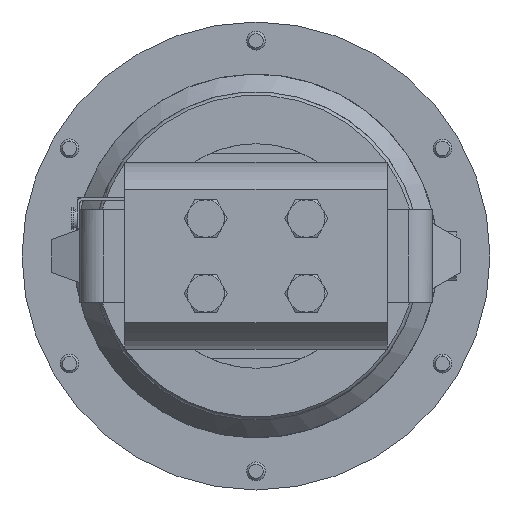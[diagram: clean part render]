
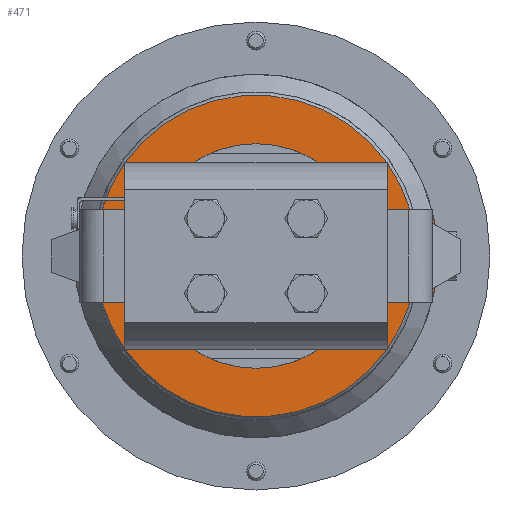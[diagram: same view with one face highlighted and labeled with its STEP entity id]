
A CAD part, front view. The second image highlights one B-rep face of the part: STEP entity #471.
In plain terms, the highlighted planar face has unit normal (0, -1, 0).
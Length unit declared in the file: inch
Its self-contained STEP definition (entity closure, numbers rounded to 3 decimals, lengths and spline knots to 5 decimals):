
#301 = CIRCLE ( 'NONE', #697, 2.14874 ) ;
#471 = ADVANCED_FACE ( 'NONE', ( #7437, #1977 ), #17130, .F. ) ;
#495 = CARTESIAN_POINT ( 'NONE',  ( 1.75, 8.022, 0. ) ) ;
#697 = AXIS2_PLACEMENT_3D ( 'NONE', #2836, #785, #15817 ) ;
#785 = DIRECTION ( 'NONE',  ( 0., -1., 0. ) ) ;
#1469 = CARTESIAN_POINT ( 'NONE',  ( 1.75, 8.022, 0. ) ) ;
#1817 = DIRECTION ( 'NONE',  ( 1., 0., 0. ) ) ;
#1930 = DIRECTION ( 'NONE',  ( 0., -1., 0. ) ) ;
#1977 = FACE_OUTER_BOUND ( 'NONE', #19860, .T. ) ;
#2053 = VERTEX_POINT ( 'NONE', #25984 ) ;
#2102 = DIRECTION ( 'NONE',  ( 1., 0., 0. ) ) ;
#2312 = DIRECTION ( 'NONE',  ( 0., -1., 0. ) ) ;
#2719 = DIRECTION ( 'NONE',  ( 0., 1., 0. ) ) ;
#2825 = LINE ( 'NONE', #3755, #14982 ) ;
#2836 = CARTESIAN_POINT ( 'NONE',  ( 1.75, 8.022, 0. ) ) ;
#2840 = CARTESIAN_POINT ( 'NONE',  ( 4.1785, 8.022, 0. ) ) ;
#3319 = VECTOR ( 'NONE', #18991, 39.37008 ) ;
#3658 = ORIENTED_EDGE ( 'NONE', *, *, #22102, .T. ) ;
#3755 = CARTESIAN_POINT ( 'NONE',  ( -0.36301, 8.022, -0.585 ) ) ;
#3865 = CARTESIAN_POINT ( 'NONE',  ( -0.36301, 8.022, 0.585 ) ) ;
#3982 = CARTESIAN_POINT ( 'NONE',  ( 1.75, 8.022, 0. ) ) ;
#4032 = EDGE_CURVE ( 'NONE', #5287, #21462, #18159, .T. ) ;
#4188 = VERTEX_POINT ( 'NONE', #25660 ) ;
#4730 = EDGE_CURVE ( 'NONE', #9950, #15288, #2825, .T. ) ;
#4969 = AXIS2_PLACEMENT_3D ( 'NONE', #3982, #1930, #16232 ) ;
#5287 = VERTEX_POINT ( 'NONE', #8021 ) ;
#5643 = LINE ( 'NONE', #6894, #21324 ) ;
#5706 = CIRCLE ( 'NONE', #7285, 2.1925 ) ;
#6244 = VERTEX_POINT ( 'NONE', #20941 ) ;
#6251 = CARTESIAN_POINT ( 'NONE',  ( -0.36301, 8.022, 0.585 ) ) ;
#6681 = VERTEX_POINT ( 'NONE', #2840 ) ;
#6894 = CARTESIAN_POINT ( 'NONE',  ( -0.36301, 8.022, -0.585 ) ) ;
#7285 = AXIS2_PLACEMENT_3D ( 'NONE', #495, #12738, #25008 ) ;
#7360 = ORIENTED_EDGE ( 'NONE', *, *, #19998, .T. ) ;
#7437 = FACE_BOUND ( 'NONE', #13797, .T. ) ;
#7617 = DIRECTION ( 'NONE',  ( 1., 0., 0. ) ) ;
#7818 = AXIS2_PLACEMENT_3D ( 'NONE', #11699, #21915, #7617 ) ;
#8021 = CARTESIAN_POINT ( 'NONE',  ( 1.75, 8.022, 1.5 ) ) ;
#8469 = ORIENTED_EDGE ( 'NONE', *, *, #26109, .T. ) ;
#8708 = ORIENTED_EDGE ( 'NONE', *, *, #4730, .T. ) ;
#8818 = CARTESIAN_POINT ( 'NONE',  ( -0.36301, 8.022, 0.585 ) ) ;
#9845 = ORIENTED_EDGE ( 'NONE', *, *, #15576, .T. ) ;
#9950 = VERTEX_POINT ( 'NONE', #16364 ) ;
#10060 = EDGE_CURVE ( 'NONE', #17417, #6681, #23195, .T. ) ;
#10136 = VECTOR ( 'NONE', #18082, 39.37008 ) ;
#10205 = CARTESIAN_POINT ( 'NONE',  ( 1.75, 8.022, -1.5 ) ) ;
#11163 = CIRCLE ( 'NONE', #11684, 2.4285 ) ;
#11684 = AXIS2_PLACEMENT_3D ( 'NONE', #1469, #13713, #26019 ) ;
#11699 = CARTESIAN_POINT ( 'NONE',  ( 1.75, 8.022, 0. ) ) ;
#12130 = EDGE_CURVE ( 'NONE', #6244, #13977, #26474, .T. ) ;
#12142 = AXIS2_PLACEMENT_3D ( 'NONE', #16605, #2312, #14541 ) ;
#12483 = ORIENTED_EDGE ( 'NONE', *, *, #12130, .T. ) ;
#12596 = AXIS2_PLACEMENT_3D ( 'NONE', #14058, #16137, #1817 ) ;
#12630 = EDGE_CURVE ( 'NONE', #2053, #17417, #5643, .T. ) ;
#12738 = DIRECTION ( 'NONE',  ( 0., -1., 0. ) ) ;
#12856 = VERTEX_POINT ( 'NONE', #6251 ) ;
#13134 = AXIS2_PLACEMENT_3D ( 'NONE', #21136, #2719, #14956 ) ;
#13713 = DIRECTION ( 'NONE',  ( 0., -1., 0. ) ) ;
#13797 = EDGE_LOOP ( 'NONE', ( #13973, #24666 ) ) ;
#13973 = ORIENTED_EDGE ( 'NONE', *, *, #14734, .F. ) ;
#13977 = VERTEX_POINT ( 'NONE', #18496 ) ;
#14058 = CARTESIAN_POINT ( 'NONE',  ( 1.75, 8.022, 0. ) ) ;
#14541 = DIRECTION ( 'NONE',  ( 0., 0., 1. ) ) ;
#14734 = EDGE_CURVE ( 'NONE', #21462, #5287, #22046, .T. ) ;
#14839 = LINE ( 'NONE', #8818, #3319 ) ;
#14956 = DIRECTION ( 'NONE',  ( 1., 0., 0. ) ) ;
#14982 = VECTOR ( 'NONE', #16017, 39.37008 ) ;
#15288 = VERTEX_POINT ( 'NONE', #17374 ) ;
#15576 = EDGE_CURVE ( 'NONE', #13977, #4188, #301, .T. ) ;
#15817 = DIRECTION ( 'NONE',  ( 1., 0., 0. ) ) ;
#16017 = DIRECTION ( 'NONE',  ( 1., 0., 0. ) ) ;
#16028 = ORIENTED_EDGE ( 'NONE', *, *, #21765, .T. ) ;
#16080 = ORIENTED_EDGE ( 'NONE', *, *, #12630, .T. ) ;
#16137 = DIRECTION ( 'NONE',  ( 0., -1., 0. ) ) ;
#16232 = DIRECTION ( 'NONE',  ( 0., 0., 1. ) ) ;
#16364 = CARTESIAN_POINT ( 'NONE',  ( -0.36301, 8.022, -0.585 ) ) ;
#16605 = CARTESIAN_POINT ( 'NONE',  ( 1.75, 8.022, 0. ) ) ;
#17130 = PLANE ( 'NONE',  #13134 ) ;
#17374 = CARTESIAN_POINT ( 'NONE',  ( -0.31757, 8.022, -0.585 ) ) ;
#17417 = VERTEX_POINT ( 'NONE', #20184 ) ;
#18082 = DIRECTION ( 'NONE',  ( -1., 0., 0. ) ) ;
#18159 = CIRCLE ( 'NONE', #12142, 1.5 ) ;
#18496 = CARTESIAN_POINT ( 'NONE',  ( 3.81757, 8.022, 0.585 ) ) ;
#18991 = DIRECTION ( 'NONE',  ( -1., 0., 0. ) ) ;
#19860 = EDGE_LOOP ( 'NONE', ( #9845, #8469, #3658, #8708, #16028, #16080, #20039, #7360, #12483 ) ) ;
#19998 = EDGE_CURVE ( 'NONE', #6681, #6244, #11163, .T. ) ;
#20039 = ORIENTED_EDGE ( 'NONE', *, *, #10060, .T. ) ;
#20184 = CARTESIAN_POINT ( 'NONE',  ( 4.10699, 8.022, -0.585 ) ) ;
#20941 = CARTESIAN_POINT ( 'NONE',  ( 4.10699, 8.022, 0.585 ) ) ;
#21136 = CARTESIAN_POINT ( 'NONE',  ( 1.75, 8.022, -0.46 ) ) ;
#21324 = VECTOR ( 'NONE', #2102, 39.37008 ) ;
#21462 = VERTEX_POINT ( 'NONE', #10205 ) ;
#21765 = EDGE_CURVE ( 'NONE', #15288, #2053, #24633, .T. ) ;
#21915 = DIRECTION ( 'NONE',  ( 0., -1., 0. ) ) ;
#22046 = CIRCLE ( 'NONE', #4969, 1.5 ) ;
#22102 = EDGE_CURVE ( 'NONE', #12856, #9950, #5706, .T. ) ;
#23195 = CIRCLE ( 'NONE', #12596, 2.4285 ) ;
#24633 = CIRCLE ( 'NONE', #7818, 2.14874 ) ;
#24666 = ORIENTED_EDGE ( 'NONE', *, *, #4032, .F. ) ;
#25008 = DIRECTION ( 'NONE',  ( 1., 0., 0. ) ) ;
#25660 = CARTESIAN_POINT ( 'NONE',  ( -0.31757, 8.022, 0.585 ) ) ;
#25984 = CARTESIAN_POINT ( 'NONE',  ( 3.81757, 8.022, -0.585 ) ) ;
#26019 = DIRECTION ( 'NONE',  ( 1., 0., 0. ) ) ;
#26109 = EDGE_CURVE ( 'NONE', #4188, #12856, #14839, .T. ) ;
#26474 = LINE ( 'NONE', #3865, #10136 ) ;
